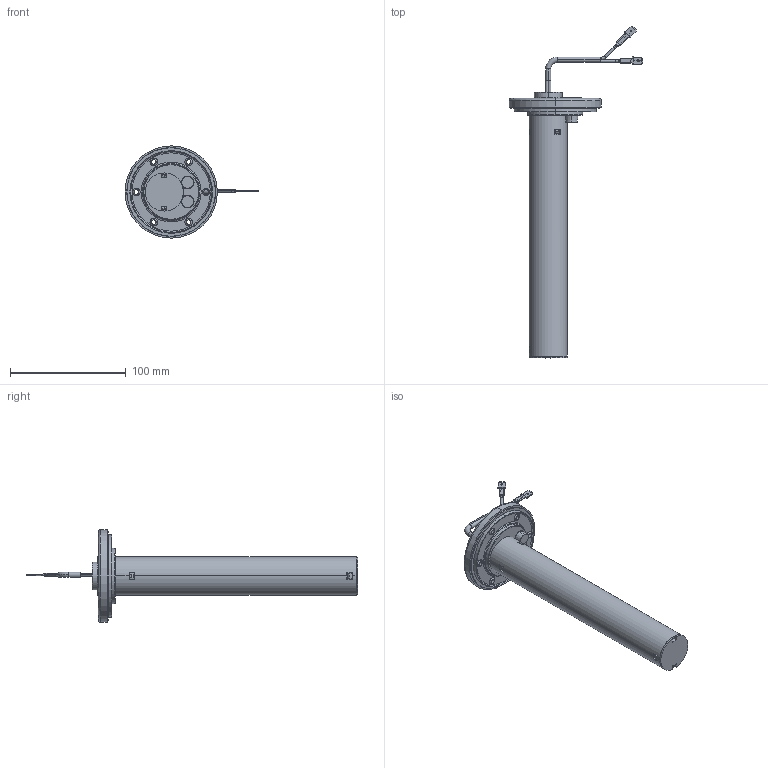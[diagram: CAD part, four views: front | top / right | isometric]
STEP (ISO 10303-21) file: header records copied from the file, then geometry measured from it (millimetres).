
FILE_DESCRIPTION (( 'STEP AP214' ), '1' );
FILE_NAME ('SRE.STEP', '2020-02-03T12:54:59', ( '' ), ( '' ), 'SwSTEP 2.0', 'SolidWorks 2019', '' );
FILE_SCHEMA (( 'AUTOMOTIVE_DESIGN' ));
Length unit declared in the file: millimetre
Products named in the file (1): SRE
Bounding box: 115.8 x 287.04 x 79.8 mm (x, y, z)
Surface area: 68211.8 mm2 (no closed solid volume)
Topology: 0 solids, 22 shells, 297 faces, 1004 edges, 691 vertices
Faces by surface type: cylinder 123, plane 112, torus 32, cone 24, bspline 6
Entity records: 15911 total; most frequent: CARTESIAN_POINT 3835, DIRECTION 1938, ORIENTED_EDGE 1643, EDGE_CURVE 1004, AXIS2_PLACEMENT_3D 723, VERTEX_POINT 691, LINE 492, VECTOR 492
